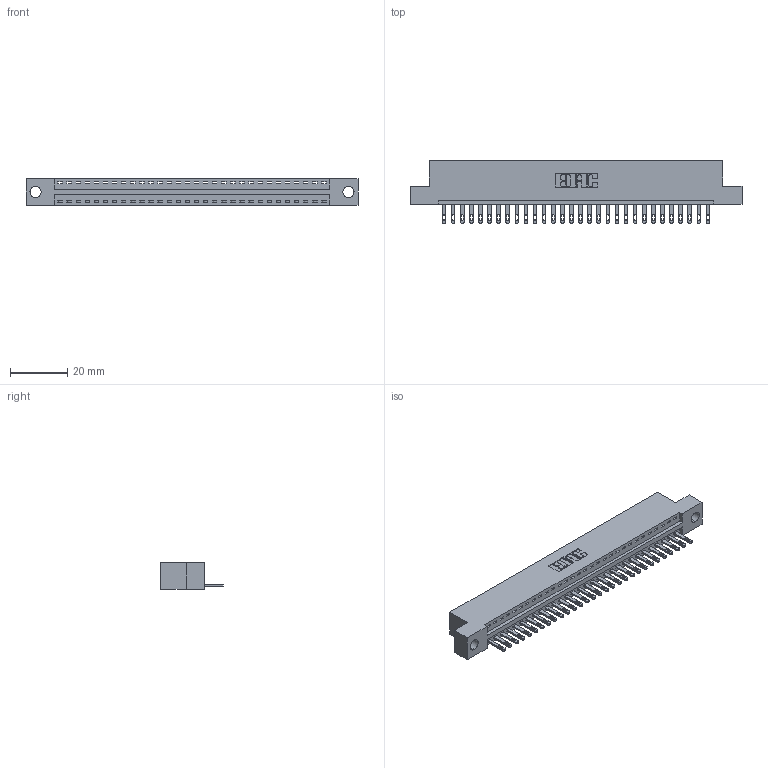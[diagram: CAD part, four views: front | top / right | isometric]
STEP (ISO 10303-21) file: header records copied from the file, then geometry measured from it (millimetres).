
FILE_DESCRIPTION (( 'STEP AP203' ), '1' );
FILE_NAME ('896-030-500-104.STEP', '2021-07-27T18:43:29', ( '' ), ( '' ), 'SwSTEP 2.0', 'SolidWorks 2020', '' );
FILE_SCHEMA (( 'CONFIG_CONTROL_DESIGN' ));
Length unit declared in the file: inch
Products named in the file (3): 896-030-500-104; 846 Part_Flush Mounting Lugs - 0.156 Dia-TH; 345-292-001_345-293-100
Assembly tree (31 placements, depth 2):
  896-030-500-104
    846 Part_Flush Mounting Lugs - 0.156 Dia-TH
    345-292-001_345-293-100  x30
Bounding box: 115.82 x 21.84 x 9.4 mm (x, y, z)
Volume: 10935 mm3; surface area: 13412.7 mm2
Topology: 31 solids, 31 shells, 1742 faces, 5369 edges, 3578 vertices
Faces by surface type: plane 1096, cylinder 646
Entity records: 20167 total; most frequent: CARTESIAN_POINT 3466, ORIENTED_EDGE 3430, DIRECTION 3075, EDGE_CURVE 1715, LINE 1459, VECTOR 1459, VERTEX_POINT 1142, AXIS2_PLACEMENT_3D 808
